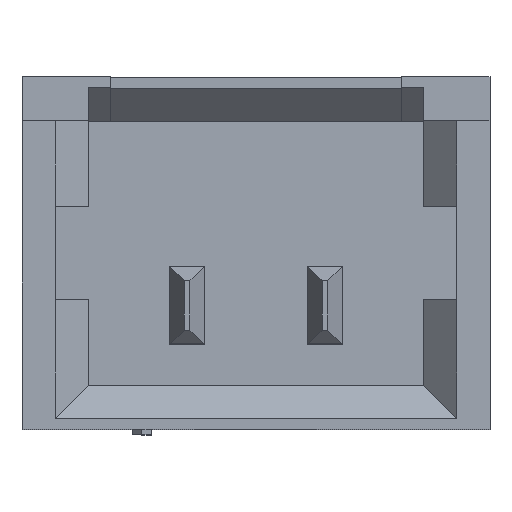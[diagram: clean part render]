
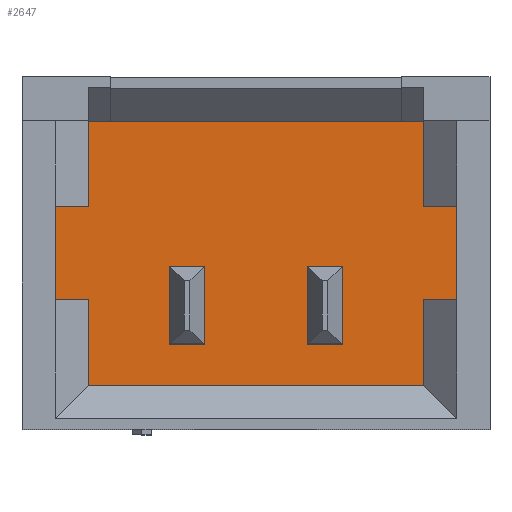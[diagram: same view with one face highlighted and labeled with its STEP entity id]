
A CAD part, top view. The second image highlights one B-rep face of the part: STEP entity #2647.
In plain terms, the highlighted planar face has unit normal (0, 0, 1).
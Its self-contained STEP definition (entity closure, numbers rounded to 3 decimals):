
#2062=CARTESIAN_POINT('',(1.525,-0.725,1.3));
#2063=VERTEX_POINT('',#2062);
#2070=CARTESIAN_POINT('',(-1.525,-0.725,1.3));
#2071=VERTEX_POINT('',#2070);
#2072=CARTESIAN_POINT('',(-1.525,-0.725,1.3));
#2073=DIRECTION('',(1.0,0.0,0.0));
#2074=VECTOR('',#2073,3.05);
#2075=LINE('',#2072,#2074);
#2076=EDGE_CURVE('',#2071,#2063,#2075,.T.);
#2216=CARTESIAN_POINT('',(-1.825,0.05,1.3));
#2217=VERTEX_POINT('',#2216);
#2224=CARTESIAN_POINT('',(-1.825,0.9,1.3));
#2225=VERTEX_POINT('',#2224);
#2226=CARTESIAN_POINT('',(-1.825,0.9,1.3));
#2227=DIRECTION('',(0.0,-1.0,0.0));
#2228=VECTOR('',#2227,0.85);
#2229=LINE('',#2226,#2228);
#2230=EDGE_CURVE('',#2225,#2217,#2229,.T.);
#2256=CARTESIAN_POINT('',(-1.525,0.9,1.3));
#2257=VERTEX_POINT('',#2256);
#2258=CARTESIAN_POINT('',(-1.525,0.9,1.3));
#2259=DIRECTION('',(-1.0,0.0,0.0));
#2260=VECTOR('',#2259,0.3);
#2261=LINE('',#2258,#2260);
#2262=EDGE_CURVE('',#2257,#2225,#2261,.T.);
#2287=CARTESIAN_POINT('',(-1.525,0.05,1.3));
#2288=VERTEX_POINT('',#2287);
#2289=CARTESIAN_POINT('',(-1.525,0.05,1.3));
#2290=DIRECTION('',(0.0,-1.0,0.0));
#2291=VECTOR('',#2290,0.775);
#2292=LINE('',#2289,#2291);
#2293=EDGE_CURVE('',#2288,#2071,#2292,.T.);
#2309=CARTESIAN_POINT('',(-1.525,1.675,1.3));
#2310=VERTEX_POINT('',#2309);
#2311=CARTESIAN_POINT('',(-1.525,1.675,1.3));
#2312=DIRECTION('',(0.0,-1.0,0.0));
#2313=VECTOR('',#2312,0.775);
#2314=LINE('',#2311,#2313);
#2315=EDGE_CURVE('',#2310,#2257,#2314,.T.);
#2364=CARTESIAN_POINT('',(-1.825,0.05,1.3));
#2365=DIRECTION('',(1.0,0.0,0.0));
#2366=VECTOR('',#2365,0.3);
#2367=LINE('',#2364,#2366);
#2368=EDGE_CURVE('',#2217,#2288,#2367,.T.);
#2521=CARTESIAN_POINT('',(1.825,0.05,1.3));
#2522=VERTEX_POINT('',#2521);
#2529=CARTESIAN_POINT('',(1.525,0.05,1.3));
#2530=VERTEX_POINT('',#2529);
#2531=CARTESIAN_POINT('',(1.525,0.05,1.3));
#2532=DIRECTION('',(1.0,0.0,0.0));
#2533=VECTOR('',#2532,0.3);
#2534=LINE('',#2531,#2533);
#2535=EDGE_CURVE('',#2530,#2522,#2534,.T.);
#2551=CARTESIAN_POINT('',(1.525,-0.725,1.3));
#2552=DIRECTION('',(0.0,1.0,0.0));
#2553=VECTOR('',#2552,0.775);
#2554=LINE('',#2551,#2553);
#2555=EDGE_CURVE('',#2063,#2530,#2554,.T.);
#2586=CARTESIAN_POINT('',(1.525,1.675,1.3));
#2587=VERTEX_POINT('',#2586);
#2594=CARTESIAN_POINT('',(1.525,0.9,1.3));
#2595=VERTEX_POINT('',#2594);
#2596=CARTESIAN_POINT('',(1.525,0.9,1.3));
#2597=DIRECTION('',(0.0,1.0,0.0));
#2598=VECTOR('',#2597,0.775);
#2599=LINE('',#2596,#2598);
#2600=EDGE_CURVE('',#2595,#2587,#2599,.T.);
#2611=CARTESIAN_POINT('',(2.008,1.795,1.3));
#2612=DIRECTION('',(0.0,0.0,1.0));
#2613=DIRECTION('',(-1.0,0.0,0.0));
#2614=AXIS2_PLACEMENT_3D('',#2611,#2612,#2613);
#2615=PLANE('',#2614);
#2616=CARTESIAN_POINT('',(1.525,1.675,1.3));
#2617=DIRECTION('',(-1.0,0.0,0.0));
#2618=VECTOR('',#2617,3.05);
#2619=LINE('',#2616,#2618);
#2620=EDGE_CURVE('',#2587,#2310,#2619,.T.);
#2621=ORIENTED_EDGE('',*,*,#2620,.T.);
#2622=ORIENTED_EDGE('',*,*,#2315,.T.);
#2623=ORIENTED_EDGE('',*,*,#2262,.T.);
#2624=ORIENTED_EDGE('',*,*,#2230,.T.);
#2625=ORIENTED_EDGE('',*,*,#2368,.T.);
#2626=ORIENTED_EDGE('',*,*,#2293,.T.);
#2627=ORIENTED_EDGE('',*,*,#2076,.T.);
#2628=ORIENTED_EDGE('',*,*,#2555,.T.);
#2629=ORIENTED_EDGE('',*,*,#2535,.T.);
#2630=CARTESIAN_POINT('',(1.825,0.9,1.3));
#2631=VERTEX_POINT('',#2630);
#2632=CARTESIAN_POINT('',(1.825,0.05,1.3));
#2633=DIRECTION('',(0.0,1.0,0.0));
#2634=VECTOR('',#2633,0.85);
#2635=LINE('',#2632,#2634);
#2636=EDGE_CURVE('',#2522,#2631,#2635,.T.);
#2637=ORIENTED_EDGE('',*,*,#2636,.T.);
#2638=CARTESIAN_POINT('',(1.825,0.9,1.3));
#2639=DIRECTION('',(-1.0,0.0,0.0));
#2640=VECTOR('',#2639,0.3);
#2641=LINE('',#2638,#2640);
#2642=EDGE_CURVE('',#2631,#2595,#2641,.T.);
#2643=ORIENTED_EDGE('',*,*,#2642,.T.);
#2644=ORIENTED_EDGE('',*,*,#2600,.T.);
#2645=EDGE_LOOP('',(#2621,#2622,#2623,#2624,#2625,#2626,#2627,#2628,#2629,#2637,#2643,#2644));
#2646=FACE_OUTER_BOUND('',#2645,.T.);
#2647=ADVANCED_FACE('',(#2646),#2615,.T.);
